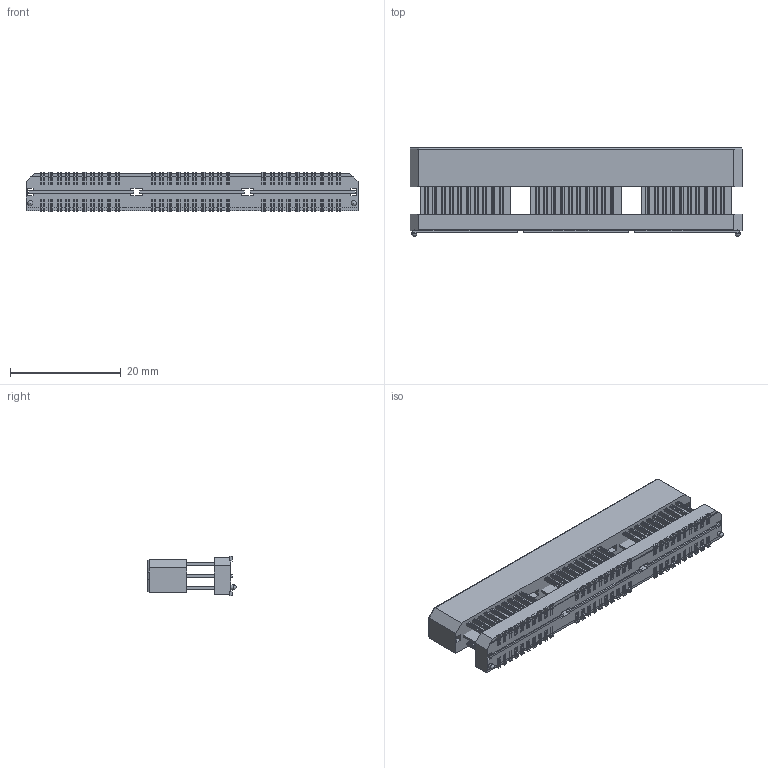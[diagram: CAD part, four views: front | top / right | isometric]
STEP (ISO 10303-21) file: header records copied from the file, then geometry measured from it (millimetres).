
FILE_DESCRIPTION(/* description */ ('STEP AP214'),/* implementation_level */ '2;1');
FILE_NAME(/* name */ 'QTH-060-04-L-D-DP-A',/* time_stamp */ '2023-04-11T05:00:44+02:00',/* author */ ('License CC BY-ND 4.0'),/* organization */ ('CADENAS'),/* preprocessor_version */ 'ST-DEVELOPER v19.3',/* originating_system */ 'PARTsolutions',/* authorisation */ ' ');
FILE_SCHEMA (('AUTOMOTIVE_DESIGN {1 0 10303 214 3 1 1}'));
Length unit declared in the file: inch
Products named in the file (5): QTH-060-04-L-D-DP-A; LTQTH-060-04-L-D-DP-A_lower_terminal; T-1G1-04_imp; T-1S60-04(-060-04-D-DP)_pin; TQTH-060-04-L-D-DP-A_terminal
Assembly tree (8 placements, depth 2):
  QTH-060-04-L-D-DP-A
    LTQTH-060-04-L-D-DP-A_lower_terminal
    T-1G1-04_imp  x3
    T-1S60-04(-060-04-D-DP)_pin  x3
    TQTH-060-04-L-D-DP-A_terminal
Bounding box: 60.01 x 16 x 7.11 mm (x, y, z)
Volume: 3524.9 mm3; surface area: 7897.9 mm2
Topology: 8 solids, 8 shells, 3194 faces, 9516 edges, 6338 vertices
Faces by surface type: plane 3064, cylinder 128, sphere 2
Full cylindrical faces by diameter (mm): 0.889 x2
Entity records: 51435 total; most frequent: CARTESIAN_POINT 9293, ORIENTED_EDGE 9272, DIRECTION 7870, EDGE_CURVE 4636, LINE 4544, VECTOR 4544, VERTEX_POINT 3086, AXIS2_PLACEMENT_3D 1663
